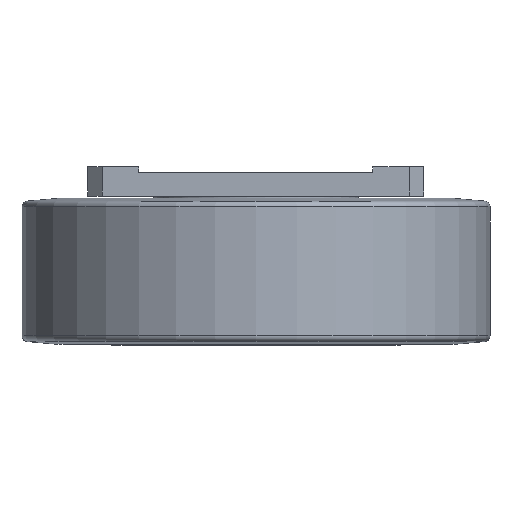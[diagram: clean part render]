
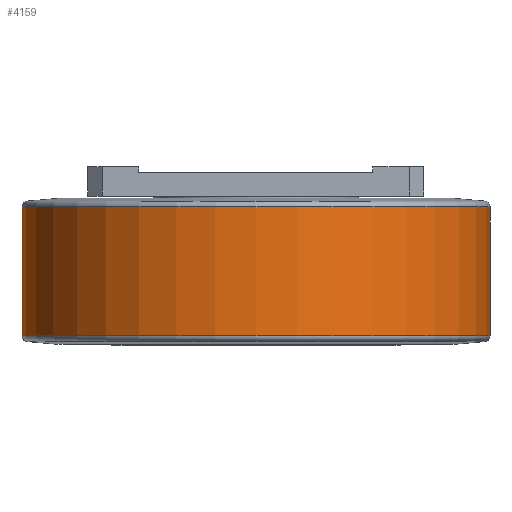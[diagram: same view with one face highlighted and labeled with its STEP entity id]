
A CAD part, front view. The second image highlights one B-rep face of the part: STEP entity #4159.
In plain terms, the highlighted cylindrical face has radius 80 mm (diameter 160 mm), a full revolution.
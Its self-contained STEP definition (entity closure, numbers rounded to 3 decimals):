
#395=FACE_OUTER_BOUND('',#640,.T.);
#640=EDGE_LOOP('',(#3352,#3353,#3354,#3355,#3356,#3357,#3358,#3359));
#846=CIRCLE('',#4502,80.);
#847=CIRCLE('',#4503,80.);
#848=CIRCLE('',#4504,80.);
#850=CIRCLE('',#4507,80.);
#851=CIRCLE('',#4508,80.);
#852=CIRCLE('',#4509,80.);
#1227=LINE('',#6693,#1588);
#1588=VECTOR('',#5466,80.);
#1941=VERTEX_POINT('',#6683);
#1942=VERTEX_POINT('',#6685);
#1943=VERTEX_POINT('',#6687);
#1944=VERTEX_POINT('',#6692);
#1945=VERTEX_POINT('',#6694);
#1946=VERTEX_POINT('',#6696);
#2450=EDGE_CURVE('',#1941,#1942,#846,.T.);
#2451=EDGE_CURVE('',#1942,#1943,#847,.T.);
#2452=EDGE_CURVE('',#1943,#1941,#848,.T.);
#2454=EDGE_CURVE('',#1942,#1944,#1227,.T.);
#2455=EDGE_CURVE('',#1945,#1944,#850,.T.);
#2456=EDGE_CURVE('',#1946,#1945,#851,.T.);
#2457=EDGE_CURVE('',#1944,#1946,#852,.T.);
#3352=ORIENTED_EDGE('',*,*,#2452,.F.);
#3353=ORIENTED_EDGE('',*,*,#2451,.F.);
#3354=ORIENTED_EDGE('',*,*,#2454,.T.);
#3355=ORIENTED_EDGE('',*,*,#2455,.F.);
#3356=ORIENTED_EDGE('',*,*,#2456,.F.);
#3357=ORIENTED_EDGE('',*,*,#2457,.F.);
#3358=ORIENTED_EDGE('',*,*,#2454,.F.);
#3359=ORIENTED_EDGE('',*,*,#2450,.F.);
#3788=CYLINDRICAL_SURFACE('',#4506,80.);
#4159=ADVANCED_FACE('',(#395),#3788,.T.);
#4502=AXIS2_PLACEMENT_3D('',#6686,#5456,#5457);
#4503=AXIS2_PLACEMENT_3D('',#6688,#5458,#5459);
#4504=AXIS2_PLACEMENT_3D('',#6689,#5460,#5461);
#4506=AXIS2_PLACEMENT_3D('',#6691,#5464,#5465);
#4507=AXIS2_PLACEMENT_3D('',#6695,#5467,#5468);
#4508=AXIS2_PLACEMENT_3D('',#6697,#5469,#5470);
#4509=AXIS2_PLACEMENT_3D('',#6698,#5471,#5472);
#5456=DIRECTION('center_axis',(0.,0.,
-1.));
#5457=DIRECTION('ref_axis',(0.,-1.,0.));
#5458=DIRECTION('center_axis',(0.,0.,
-1.));
#5459=DIRECTION('ref_axis',(0.,-1.,0.));
#5460=DIRECTION('center_axis',(0.,0.,
-1.));
#5461=DIRECTION('ref_axis',(0.,-1.,0.));
#5464=DIRECTION('center_axis',(0.,0.,
-1.));
#5465=DIRECTION('ref_axis',(0.,1.,0.));
#5466=DIRECTION('',(0.,0.,1.));
#5467=DIRECTION('center_axis',(0.,0.,
1.));
#5468=DIRECTION('ref_axis',(0.,-1.,0.));
#5469=DIRECTION('center_axis',(0.,0.,
1.));
#5470=DIRECTION('ref_axis',(0.,-1.,0.));
#5471=DIRECTION('center_axis',(0.,0.,
1.));
#5472=DIRECTION('ref_axis',(0.,-1.,0.));
#6683=CARTESIAN_POINT('',(80.081,-0.175,-21.975));
#6685=CARTESIAN_POINT('',(0.081,-80.175,-21.975));
#6686=CARTESIAN_POINT('Origin',(0.081,-0.175,-21.975));
#6687=CARTESIAN_POINT('',(0.081,79.825,-21.975));
#6688=CARTESIAN_POINT('Origin',(0.081,-0.175,-21.975));
#6689=CARTESIAN_POINT('Origin',(0.081,-0.175,-21.975));
#6691=CARTESIAN_POINT('Origin',(0.081,-0.175,0.055));
#6692=CARTESIAN_POINT('',(0.081,-80.175,22.085));
#6693=CARTESIAN_POINT('',(0.081,-80.175,0.055));
#6694=CARTESIAN_POINT('',(0.081,79.825,22.085));
#6695=CARTESIAN_POINT('Origin',(0.081,-0.175,22.085));
#6696=CARTESIAN_POINT('',(80.081,-0.175,22.085));
#6697=CARTESIAN_POINT('Origin',(0.081,-0.175,22.085));
#6698=CARTESIAN_POINT('Origin',(0.081,-0.175,22.085));
